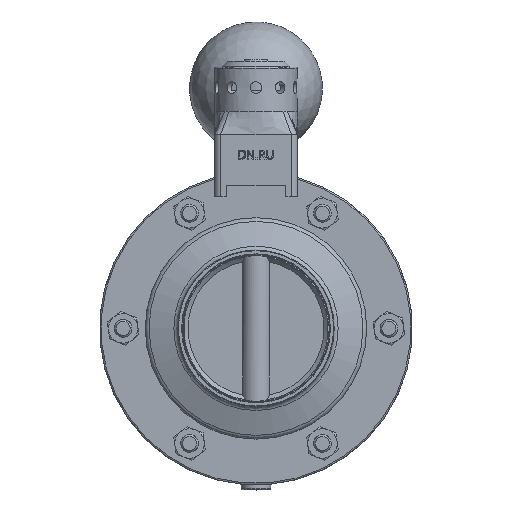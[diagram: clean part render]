
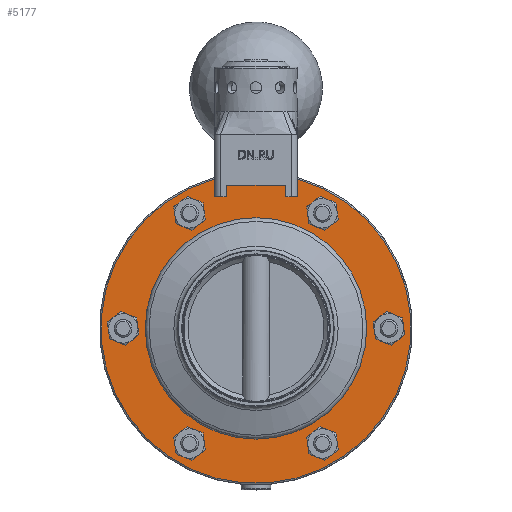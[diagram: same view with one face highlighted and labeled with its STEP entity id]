
A CAD part, top view. The second image highlights one B-rep face of the part: STEP entity #5177.
In plain terms, the highlighted planar face has unit normal (0, 0, 1).
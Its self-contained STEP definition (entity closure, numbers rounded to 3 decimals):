
#145=FACE_BOUND('',#1565,.T.);
#146=FACE_BOUND('',#1566,.T.);
#147=FACE_BOUND('',#1567,.T.);
#148=FACE_BOUND('',#1568,.T.);
#149=FACE_BOUND('',#1569,.T.);
#150=FACE_BOUND('',#1570,.T.);
#151=FACE_BOUND('',#1571,.T.);
#250=PLANE('',#5663);
#529=LINE('',#9744,#882);
#532=LINE('',#9754,#885);
#555=LINE('',#10048,#908);
#570=LINE('',#10076,#923);
#571=LINE('',#10080,#924);
#572=LINE('',#10081,#925);
#882=VECTOR('',#6566,10.);
#885=VECTOR('',#6575,10.);
#908=VECTOR('',#6624,10.);
#923=VECTOR('',#6649,10.);
#924=VECTOR('',#6654,10.);
#925=VECTOR('',#6655,10.);
#1274=FACE_OUTER_BOUND('',#1564,.T.);
#1564=EDGE_LOOP('',(#4277,#4278,#4279,#4280,#4281,#4282,#4283,#4284));
#1565=EDGE_LOOP('',(#4285));
#1566=EDGE_LOOP('',(#4286));
#1567=EDGE_LOOP('',(#4287));
#1568=EDGE_LOOP('',(#4288));
#1569=EDGE_LOOP('',(#4289));
#1570=EDGE_LOOP('',(#4290));
#1571=EDGE_LOOP('',(#4291));
#1896=CIRCLE('',#5555,52.5);
#1961=CIRCLE('',#5664,53.);
#1962=CIRCLE('',#5665,37.5);
#1963=CIRCLE('',#5666,3.);
#1964=CIRCLE('',#5667,3.);
#1965=CIRCLE('',#5668,3.);
#1966=CIRCLE('',#5669,3.);
#1967=CIRCLE('',#5670,3.);
#1968=CIRCLE('',#5671,3.);
#2283=VERTEX_POINT('',#8772);
#2286=VERTEX_POINT('',#8786);
#2405=VERTEX_POINT('',#9741);
#2406=VERTEX_POINT('',#9743);
#2409=VERTEX_POINT('',#9751);
#2410=VERTEX_POINT('',#9753);
#2436=VERTEX_POINT('',#10074);
#2437=VERTEX_POINT('',#10078);
#2438=VERTEX_POINT('',#10082);
#2439=VERTEX_POINT('',#10084);
#2440=VERTEX_POINT('',#10086);
#2441=VERTEX_POINT('',#10088);
#2442=VERTEX_POINT('',#10090);
#2443=VERTEX_POINT('',#10092);
#2444=VERTEX_POINT('',#10094);
#2881=EDGE_CURVE('',#2286,#2283,#1896,.T.);
#3044=EDGE_CURVE('',#2406,#2405,#529,.T.);
#3049=EDGE_CURVE('',#2410,#2409,#532,.T.);
#3082=EDGE_CURVE('',#2286,#2406,#555,.T.);
#3097=EDGE_CURVE('',#2405,#2436,#570,.T.);
#3098=EDGE_CURVE('',#2436,#2437,#1961,.T.);
#3099=EDGE_CURVE('',#2437,#2410,#571,.T.);
#3100=EDGE_CURVE('',#2409,#2283,#572,.T.);
#3101=EDGE_CURVE('',#2438,#2438,#1962,.T.);
#3102=EDGE_CURVE('',#2439,#2439,#1963,.T.);
#3103=EDGE_CURVE('',#2440,#2440,#1964,.T.);
#3104=EDGE_CURVE('',#2441,#2441,#1965,.T.);
#3105=EDGE_CURVE('',#2442,#2442,#1966,.T.);
#3106=EDGE_CURVE('',#2443,#2443,#1967,.T.);
#3107=EDGE_CURVE('',#2444,#2444,#1968,.T.);
#4277=ORIENTED_EDGE('',*,*,#2881,.F.);
#4278=ORIENTED_EDGE('',*,*,#3082,.T.);
#4279=ORIENTED_EDGE('',*,*,#3044,.T.);
#4280=ORIENTED_EDGE('',*,*,#3097,.T.);
#4281=ORIENTED_EDGE('',*,*,#3098,.T.);
#4282=ORIENTED_EDGE('',*,*,#3099,.T.);
#4283=ORIENTED_EDGE('',*,*,#3049,.T.);
#4284=ORIENTED_EDGE('',*,*,#3100,.T.);
#4285=ORIENTED_EDGE('',*,*,#3101,.T.);
#4286=ORIENTED_EDGE('',*,*,#3102,.T.);
#4287=ORIENTED_EDGE('',*,*,#3103,.T.);
#4288=ORIENTED_EDGE('',*,*,#3104,.T.);
#4289=ORIENTED_EDGE('',*,*,#3105,.T.);
#4290=ORIENTED_EDGE('',*,*,#3106,.T.);
#4291=ORIENTED_EDGE('',*,*,#3107,.T.);
#5177=ADVANCED_FACE('',(#1274,#145,#146,#147,#148,#149,#150,#151),#250,
 .T.);
#5555=AXIS2_PLACEMENT_3D('',#8797,#6332,#6333);
#5663=AXIS2_PLACEMENT_3D('',#10077,#6650,#6651);
#5664=AXIS2_PLACEMENT_3D('',#10079,#6652,#6653);
#5665=AXIS2_PLACEMENT_3D('',#10083,#6656,#6657);
#5666=AXIS2_PLACEMENT_3D('',#10085,#6658,#6659);
#5667=AXIS2_PLACEMENT_3D('',#10087,#6660,#6661);
#5668=AXIS2_PLACEMENT_3D('',#10089,#6662,#6663);
#5669=AXIS2_PLACEMENT_3D('',#10091,#6664,#6665);
#5670=AXIS2_PLACEMENT_3D('',#10093,#6666,#6667);
#5671=AXIS2_PLACEMENT_3D('',#10095,#6668,#6669);
#6332=DIRECTION('center_axis',(0.,0.,-1.));
#6333=DIRECTION('ref_axis',(0.,-1.,0.));
#6566=DIRECTION('',(-1.,0.,0.));
#6575=DIRECTION('',(-1.,0.,0.));
#6624=DIRECTION('',(0.,-1.,0.));
#6649=DIRECTION('',(0.,1.,0.));
#6650=DIRECTION('center_axis',(0.,0.,1.));
#6651=DIRECTION('ref_axis',(1.,0.,0.));
#6652=DIRECTION('center_axis',(0.,0.,1.));
#6653=DIRECTION('ref_axis',(1.,0.,0.));
#6654=DIRECTION('',(0.,-1.,0.));
#6655=DIRECTION('',(0.,1.,0.));
#6656=DIRECTION('center_axis',(0.,0.,-1.));
#6657=DIRECTION('ref_axis',(1.,0.,0.));
#6658=DIRECTION('center_axis',(0.,0.,-1.));
#6659=DIRECTION('ref_axis',(-1.,0.,0.));
#6660=DIRECTION('center_axis',(0.,0.,-1.));
#6661=DIRECTION('ref_axis',(-1.,0.,0.));
#6662=DIRECTION('center_axis',(0.,0.,-1.));
#6663=DIRECTION('ref_axis',(-1.,0.,0.));
#6664=DIRECTION('center_axis',(0.,0.,-1.));
#6665=DIRECTION('ref_axis',(-1.,0.,0.));
#6666=DIRECTION('center_axis',(0.,0.,-1.));
#6667=DIRECTION('ref_axis',(-1.,0.,0.));
#6668=DIRECTION('center_axis',(0.,0.,-1.));
#6669=DIRECTION('ref_axis',(-1.,0.,0.));
#8772=CARTESIAN_POINT('',(-14.,50.599,10.1));
#8786=CARTESIAN_POINT('',(14.,50.599,10.1));
#8797=CARTESIAN_POINT('Origin',(0.,0.,10.1));
#9741=CARTESIAN_POINT('',(13.,44.52,10.1));
#9743=CARTESIAN_POINT('',(14.,44.52,10.1));
#9744=CARTESIAN_POINT('',(0.,44.52,10.1));
#9751=CARTESIAN_POINT('',(-14.,44.52,10.1));
#9753=CARTESIAN_POINT('',(-13.,44.52,10.1));
#9754=CARTESIAN_POINT('',(0.,44.52,10.1));
#10048=CARTESIAN_POINT('',(14.,32.76,10.1));
#10074=CARTESIAN_POINT('',(13.,51.381,10.1));
#10076=CARTESIAN_POINT('',(13.,32.76,10.1));
#10077=CARTESIAN_POINT('Origin',(0.,0.,10.1));
#10078=CARTESIAN_POINT('',(-13.,51.381,10.1));
#10079=CARTESIAN_POINT('Origin',(0.,0.,10.1));
#10080=CARTESIAN_POINT('',(-13.,32.76,10.1));
#10081=CARTESIAN_POINT('',(-14.,32.76,10.1));
#10082=CARTESIAN_POINT('',(-37.5,0.,10.1));
#10083=CARTESIAN_POINT('Origin',(0.,0.,10.1));
#10084=CARTESIAN_POINT('',(48.,0.,10.1));
#10085=CARTESIAN_POINT('Origin',(45.,0.,10.1));
#10086=CARTESIAN_POINT('',(25.5,38.971,10.1));
#10087=CARTESIAN_POINT('Origin',(22.5,38.971,10.1));
#10088=CARTESIAN_POINT('',(-19.5,38.971,10.1));
#10089=CARTESIAN_POINT('Origin',(-22.5,38.971,10.1));
#10090=CARTESIAN_POINT('',(-42.,0.,10.1));
#10091=CARTESIAN_POINT('Origin',(-45.,0.,10.1));
#10092=CARTESIAN_POINT('',(-19.5,-38.971,10.1));
#10093=CARTESIAN_POINT('Origin',(-22.5,-38.971,10.1));
#10094=CARTESIAN_POINT('',(25.5,-38.971,10.1));
#10095=CARTESIAN_POINT('Origin',(22.5,-38.971,10.1));
